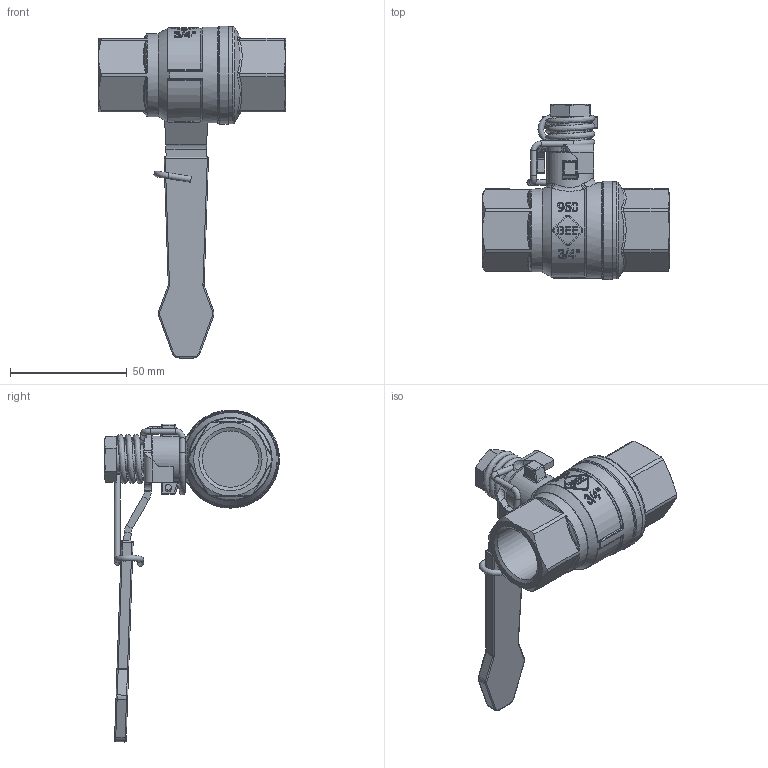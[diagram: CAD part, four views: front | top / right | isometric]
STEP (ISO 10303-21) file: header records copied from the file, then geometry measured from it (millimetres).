
FILE_DESCRIPTION(/* description */ (''),/* implementation_level */ '2;1');
FILE_NAME(/* name */ '960_960F_20.stp',/* time_stamp */ '2021-09-22T16:37:02+02:00',/* author */ ('sga-ext'),/* organization */ (''),/* preprocessor_version */ 'ST-DEVELOPER v18.1',/* originating_system */ 'Autodesk Inventor 2021',/* authorisation */ '');
FILE_SCHEMA (('AUTOMOTIVE_DESIGN { 1 0 10303 214 3 1 1 }'));
Length unit declared in the file: millimetre
Products named in the file (1): ENG-070209
Bounding box: 80 x 74.9 x 142.03 mm (x, y, z)
Volume: 84607.4 mm3; surface area: 26218.4 mm2
Topology: 1 solids, 3 shells, 694 faces, 1796 edges, 1136 vertices
Faces by surface type: plane 260, bspline 208, cylinder 139, torus 45, cone 26, sphere 16
Full cylindrical faces by diameter (mm): 2.5 x7, 12 x1, 12.98 x1, 20 x1, 24.117 x2, 35.5 x1, 41 x1, 41.5 x1, 42 x1
Entity records: 28323 total; most frequent: CARTESIAN_POINT 11881, ORIENTED_EDGE 3564, DIRECTION 2753, EDGE_CURVE 1782, VERTEX_POINT 1136, AXIS2_PLACEMENT_3D 991, LINE 771, VECTOR 771
